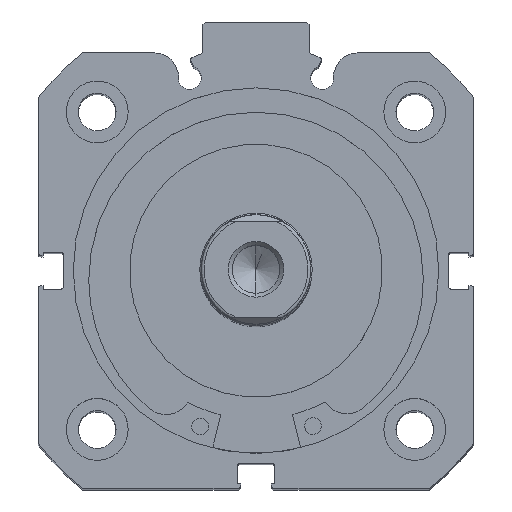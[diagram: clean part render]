
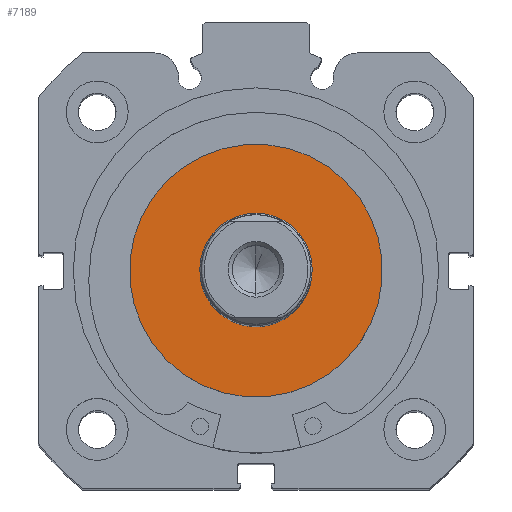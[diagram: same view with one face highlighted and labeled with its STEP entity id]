
A CAD part, top view. The second image highlights one B-rep face of the part: STEP entity #7189.
In plain terms, the highlighted face is planar.
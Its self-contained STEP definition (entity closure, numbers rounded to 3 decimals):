
#221 = VERTEX_POINT ( 'NONE', #5845 ) ;
#223 = VERTEX_POINT ( 'NONE', #5835 ) ;
#226 = VERTEX_POINT ( 'NONE', #5832 ) ;
#264 = VERTEX_POINT ( 'NONE', #5914 ) ;
#426 = CARTESIAN_POINT ( 'NONE',  ( 0., 0., 0. ) ) ;
#427 = DIRECTION ( 'NONE',  ( 0., 0., 1. ) ) ;
#428 = DIRECTION ( 'NONE',  ( -1., 0., 0. ) ) ;
#2480 = FACE_BOUND ( 'NONE', #6093, .T. ) ;
#2486 = FACE_OUTER_BOUND ( 'NONE', #6158, .T. ) ;
#2921 = AXIS2_PLACEMENT_3D ( 'NONE', #3394, #3396, #3397 ) ;
#3394 = CARTESIAN_POINT ( 'NONE',  ( 0., 22.5, 0. ) ) ;
#3395 = PLANE ( 'NONE',  #2921 ) ;
#3396 = DIRECTION ( 'NONE',  ( 1., 0., 0. ) ) ;
#3397 = DIRECTION ( 'NONE',  ( 0., 0., -1. ) ) ;
#4404 = DIRECTION ( 'NONE',  ( -1., 0., 0. ) ) ;
#4406 = DIRECTION ( 'NONE',  ( 0., 0., 1. ) ) ;
#4617 = ORIENTED_EDGE ( 'NONE', *, *, #6341, .F. ) ;
#4628 = ORIENTED_EDGE ( 'NONE', *, *, #6337, .T. ) ;
#4634 = ORIENTED_EDGE ( 'NONE', *, *, #6349, .T. ) ;
#4635 = ORIENTED_EDGE ( 'NONE', *, *, #6366, .F. ) ;
#5286 = CIRCLE ( 'NONE', #6842, 22.5 ) ;
#5293 = CIRCLE ( 'NONE', #6845, 10. ) ;
#5302 = CIRCLE ( 'NONE', #6849, 22.5 ) ;
#5326 = CIRCLE ( 'NONE', #6862, 10. ) ;
#5832 = CARTESIAN_POINT ( 'NONE',  ( 0., 0., -22.5 ) ) ;
#5835 = CARTESIAN_POINT ( 'NONE',  ( 0., 0., 22.5 ) ) ;
#5845 = CARTESIAN_POINT ( 'NONE',  ( 0., 0., -10. ) ) ;
#5914 = CARTESIAN_POINT ( 'NONE',  ( 0., 0., 10. ) ) ;
#5997 = DIRECTION ( 'NONE',  ( -1., 0., 0. ) ) ;
#5998 = DIRECTION ( 'NONE',  ( -1., 0., 0. ) ) ;
#6093 = EDGE_LOOP ( 'NONE', ( #4635, #4617 ) ) ;
#6140 = DIRECTION ( 'NONE',  ( 0., 0., 1. ) ) ;
#6143 = CARTESIAN_POINT ( 'NONE',  ( 0., 0., 0. ) ) ;
#6154 = CARTESIAN_POINT ( 'NONE',  ( 0., 0., 0. ) ) ;
#6156 = DIRECTION ( 'NONE',  ( 0., 0., 1. ) ) ;
#6158 = EDGE_LOOP ( 'NONE', ( #4628, #4634 ) ) ;
#6337 = EDGE_CURVE ( 'NONE', #223, #226, #5286, .T. ) ;
#6341 = EDGE_CURVE ( 'NONE', #221, #264, #5293, .T. ) ;
#6349 = EDGE_CURVE ( 'NONE', #226, #223, #5302, .T. ) ;
#6366 = EDGE_CURVE ( 'NONE', #264, #221, #5326, .T. ) ;
#6842 = AXIS2_PLACEMENT_3D ( 'NONE', #426, #428, #427 ) ;
#6845 = AXIS2_PLACEMENT_3D ( 'NONE', #6143, #5998, #6156 ) ;
#6849 = AXIS2_PLACEMENT_3D ( 'NONE', #6154, #5997, #6140 ) ;
#6862 = AXIS2_PLACEMENT_3D ( 'NONE', #7065, #4404, #4406 ) ;
#7065 = CARTESIAN_POINT ( 'NONE',  ( 0., 0., 0. ) ) ;
#7189 = ADVANCED_FACE ( 'NONE', ( #2480, #2486 ), #3395, .F. ) ;
